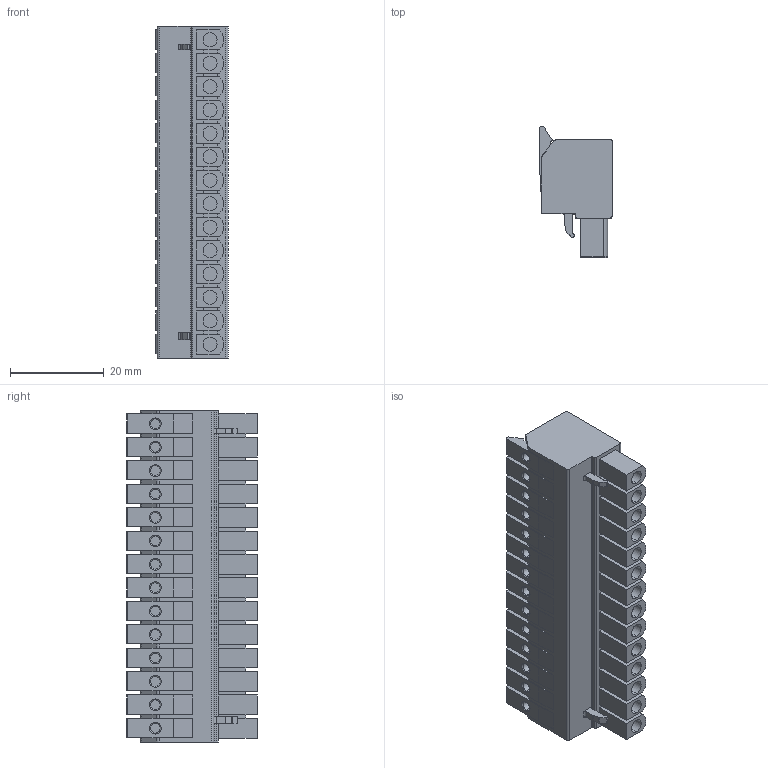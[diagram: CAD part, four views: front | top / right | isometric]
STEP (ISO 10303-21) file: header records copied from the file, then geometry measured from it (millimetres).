
FILE_DESCRIPTION((''),'2;1');
FILE_NAME('TLPS-219','2024-11-07T13:33:33',('tluser'),(''),'CREO PARAMETRIC BY PTC INC, 2018100','CREO PARAMETRIC BY PTC INC, 2018100','');
FILE_SCHEMA(('CONFIG_CONTROL_DESIGN'));
Length unit declared in the file: millimetre
Products named in the file (1): TLPS-219
Bounding box: 15.42 x 27.87 x 70.88 mm (x, y, z)
Volume: 19165.8 mm3; surface area: 9008.2 mm2
Topology: 1 solids, 1 shells, 771 faces, 1990 edges, 1280 vertices
Faces by surface type: plane 372, cylinder 287, torus 112
Entity records: 23674 total; most frequent: CARTESIAN_POINT 4291, DIRECTION 4190, ORIENTED_EDGE 3980, EDGE_CURVE 1990, AXIS2_PLACEMENT_3D 1485, VERTEX_POINT 1280, VECTOR 1220, LINE 1220
